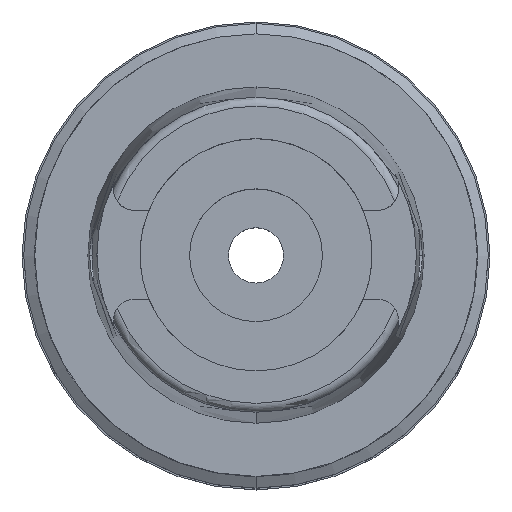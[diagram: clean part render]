
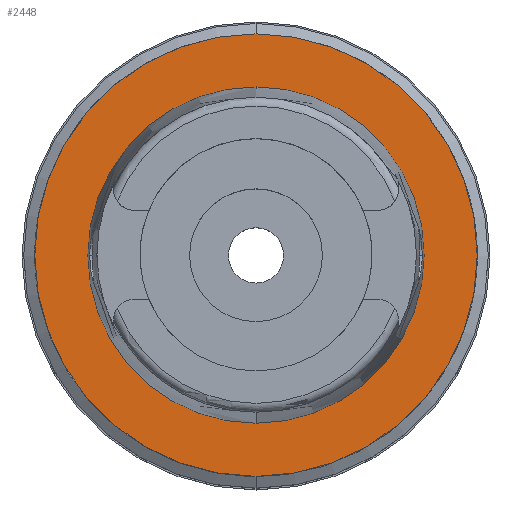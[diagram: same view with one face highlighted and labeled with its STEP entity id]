
A CAD part, top view. The second image highlights one B-rep face of the part: STEP entity #2448.
In plain terms, the highlighted planar face has unit normal (0, 0, 1).
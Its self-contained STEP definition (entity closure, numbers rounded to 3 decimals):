
#47 = FACE_BOUND ( 'NONE', #1249, .T. ) ;
#310 = AXIS2_PLACEMENT_3D ( 'NONE', #1813, #3495, #2228 ) ;
#414 = VERTEX_POINT ( 'NONE', #1767 ) ;
#544 = ORIENTED_EDGE ( 'NONE', *, *, #4031, .F. ) ;
#896 = DIRECTION ( 'NONE',  ( 0., -1., 0. ) ) ;
#909 = DIRECTION ( 'NONE',  ( 0., -1., 0. ) ) ;
#940 = FACE_OUTER_BOUND ( 'NONE', #1202, .T. ) ;
#1202 = EDGE_LOOP ( 'NONE', ( #2913, #544 ) ) ;
#1249 = EDGE_LOOP ( 'NONE', ( #2673, #5169 ) ) ;
#1265 = AXIS2_PLACEMENT_3D ( 'NONE', #1399, #2259, #4811 ) ;
#1386 = VERTEX_POINT ( 'NONE', #1986 ) ;
#1399 = CARTESIAN_POINT ( 'NONE',  ( 0., 0., 0. ) ) ;
#1725 = VERTEX_POINT ( 'NONE', #3320 ) ;
#1767 = CARTESIAN_POINT ( 'NONE',  ( 0., -20., 0. ) ) ;
#1813 = CARTESIAN_POINT ( 'NONE',  ( 0., 0., 0. ) ) ;
#1986 = CARTESIAN_POINT ( 'NONE',  ( 0., 15.2, 0. ) ) ;
#2228 = DIRECTION ( 'NONE',  ( 0., 1., 0. ) ) ;
#2259 = DIRECTION ( 'NONE',  ( 0., 0., -1. ) ) ;
#2350 = AXIS2_PLACEMENT_3D ( 'NONE', #2943, #2972, #896 ) ;
#2448 = ADVANCED_FACE ( 'NONE', ( #940, #47 ), #4318, .F. ) ;
#2510 = CIRCLE ( 'NONE', #5230, 15.2 ) ;
#2629 = DIRECTION ( 'NONE',  ( 0., 0., -1. ) ) ;
#2637 = DIRECTION ( 'NONE',  ( 0., -1., 0. ) ) ;
#2648 = VERTEX_POINT ( 'NONE', #4801 ) ;
#2673 = ORIENTED_EDGE ( 'NONE', *, *, #4485, .F. ) ;
#2719 = CIRCLE ( 'NONE', #310, 15.2 ) ;
#2913 = ORIENTED_EDGE ( 'NONE', *, *, #3799, .F. ) ;
#2943 = CARTESIAN_POINT ( 'NONE',  ( 0., 0., 0. ) ) ;
#2972 = DIRECTION ( 'NONE',  ( 0., 0., -1. ) ) ;
#3025 = DIRECTION ( 'NONE',  ( 0., 0., 1. ) ) ;
#3282 = AXIS2_PLACEMENT_3D ( 'NONE', #3430, #2629, #909 ) ;
#3320 = CARTESIAN_POINT ( 'NONE',  ( 0., -15.2, 0. ) ) ;
#3430 = CARTESIAN_POINT ( 'NONE',  ( 0., 0., 0. ) ) ;
#3495 = DIRECTION ( 'NONE',  ( 0., 0., 1. ) ) ;
#3739 = CIRCLE ( 'NONE', #2350, 20. ) ;
#3799 = EDGE_CURVE ( 'NONE', #2648, #414, #5312, .T. ) ;
#3895 = EDGE_CURVE ( 'NONE', #1725, #1386, #2510, .T. ) ;
#3988 = CARTESIAN_POINT ( 'NONE',  ( 0., 0., 0. ) ) ;
#4031 = EDGE_CURVE ( 'NONE', #414, #2648, #3739, .T. ) ;
#4318 = PLANE ( 'NONE',  #3282 ) ;
#4485 = EDGE_CURVE ( 'NONE', #1386, #1725, #2719, .T. ) ;
#4801 = CARTESIAN_POINT ( 'NONE',  ( 0., 20., 0. ) ) ;
#4811 = DIRECTION ( 'NONE',  ( 0., 1., 0. ) ) ;
#5169 = ORIENTED_EDGE ( 'NONE', *, *, #3895, .F. ) ;
#5230 = AXIS2_PLACEMENT_3D ( 'NONE', #3988, #3025, #2637 ) ;
#5312 = CIRCLE ( 'NONE', #1265, 20. ) ;
